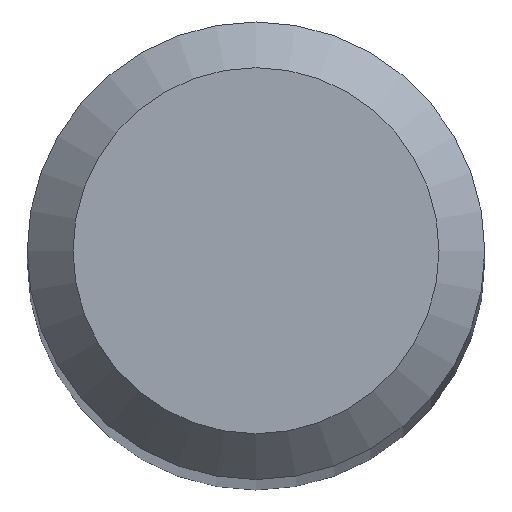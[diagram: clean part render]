
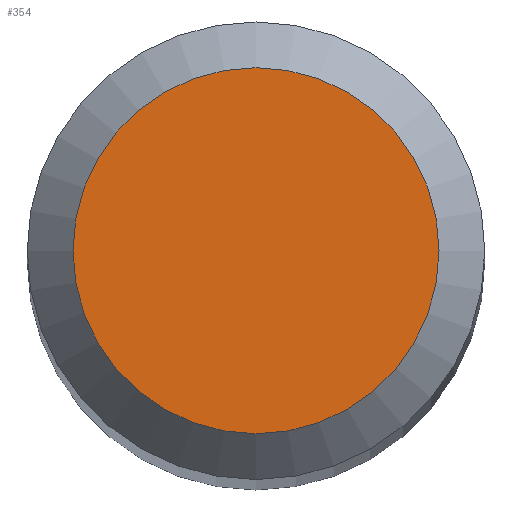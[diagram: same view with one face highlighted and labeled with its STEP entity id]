
A CAD part, top view. The second image highlights one B-rep face of the part: STEP entity #354.
In plain terms, the highlighted planar face has unit normal (0, 0, 1).
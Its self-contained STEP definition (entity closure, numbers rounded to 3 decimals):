
#9 = CARTESIAN_POINT ( 'NONE',  ( 0., 0., 46. ) ) ;
#15 = EDGE_LOOP ( 'NONE', ( #222 ) ) ;
#57 = AXIS2_PLACEMENT_3D ( 'NONE', #267, #116, #233 ) ;
#80 = CARTESIAN_POINT ( 'NONE',  ( 0., 1.2, 46. ) ) ;
#116 = DIRECTION ( 'NONE',  ( 0., 0., -1. ) ) ;
#127 = FACE_OUTER_BOUND ( 'NONE', #15, .T. ) ;
#142 = VERTEX_POINT ( 'NONE', #80 ) ;
#152 = CIRCLE ( 'NONE', #57, 1.2 ) ;
#204 = EDGE_CURVE ( 'NONE', #142, #142, #152, .T. ) ;
#222 = ORIENTED_EDGE ( 'NONE', *, *, #204, .F. ) ;
#233 = DIRECTION ( 'NONE',  ( 0., 1., 0. ) ) ;
#267 = CARTESIAN_POINT ( 'NONE',  ( 0., 0., 46. ) ) ;
#282 = PLANE ( 'NONE',  #369 ) ;
#289 = DIRECTION ( 'NONE',  ( 0., -1., 0. ) ) ;
#354 = ADVANCED_FACE ( 'NONE', ( #127 ), #282, .T. ) ;
#369 = AXIS2_PLACEMENT_3D ( 'NONE', #9, #375, #289 ) ;
#375 = DIRECTION ( 'NONE',  ( 0., 0., 1. ) ) ;
